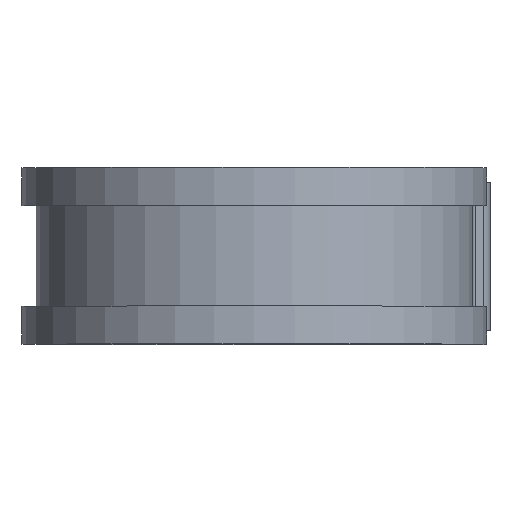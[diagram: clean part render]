
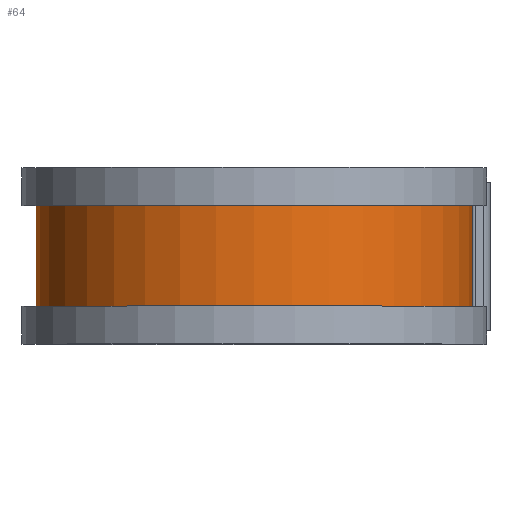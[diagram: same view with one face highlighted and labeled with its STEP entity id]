
A CAD part, top view. The second image highlights one B-rep face of the part: STEP entity #64.
In plain terms, the highlighted cylindrical face has radius 23.381 mm (diameter 46.761 mm), a partial arc.
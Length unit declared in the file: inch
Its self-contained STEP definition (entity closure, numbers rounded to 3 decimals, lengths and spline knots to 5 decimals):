
#64 = ADVANCED_FACE ( 'NONE', ( #1415 ), #356, .T. ) ;
#95 = CARTESIAN_POINT ( 'NONE',  ( 0., 0.3125, 0. ) ) ;
#102 = DIRECTION ( 'NONE',  ( 0., 0., -1. ) ) ;
#313 = DIRECTION ( 'NONE',  ( 0., -1., 0. ) ) ;
#356 = CYLINDRICAL_SURFACE ( 'NONE', #370, 0.9205 ) ;
#370 = AXIS2_PLACEMENT_3D ( 'NONE', #95, #1752, #102 ) ;
#382 = VERTEX_POINT ( 'NONE', #1450 ) ;
#412 = CARTESIAN_POINT ( 'NONE',  ( 0., 0.3125, -0.9205 ) ) ;
#455 = CARTESIAN_POINT ( 'NONE',  ( 0., 0.2125, 0. ) ) ;
#474 = VECTOR ( 'NONE', #1400, 39.37008 ) ;
#530 = LINE ( 'NONE', #412, #845 ) ;
#593 = DIRECTION ( 'NONE',  ( 0., 0., -1. ) ) ;
#618 = ORIENTED_EDGE ( 'NONE', *, *, #623, .T. ) ;
#623 = EDGE_CURVE ( 'NONE', #820, #382, #530, .T. ) ;
#676 = CIRCLE ( 'NONE', #1590, 0.9205 ) ;
#681 = CARTESIAN_POINT ( 'NONE',  ( 0., -0.2125, 0. ) ) ;
#701 = CARTESIAN_POINT ( 'NONE',  ( 0.9205, 0.2125, 0. ) ) ;
#706 = ORIENTED_EDGE ( 'NONE', *, *, #1615, .F. ) ;
#748 = VERTEX_POINT ( 'NONE', #701 ) ;
#756 = CARTESIAN_POINT ( 'NONE',  ( 0.9205, 0.3125, 0. ) ) ;
#820 = VERTEX_POINT ( 'NONE', #1605 ) ;
#824 = DIRECTION ( 'NONE',  ( 0., 0., -1. ) ) ;
#845 = VECTOR ( 'NONE', #313, 39.37008 ) ;
#922 = ORIENTED_EDGE ( 'NONE', *, *, #1447, .T. ) ;
#995 = CARTESIAN_POINT ( 'NONE',  ( 0.9205, -0.2125, 0. ) ) ;
#1194 = EDGE_CURVE ( 'NONE', #1463, #382, #1695, .T. ) ;
#1354 = EDGE_LOOP ( 'NONE', ( #706, #922, #618, #1708 ) ) ;
#1378 = DIRECTION ( 'NONE',  ( 0., -1., 0. ) ) ;
#1400 = DIRECTION ( 'NONE',  ( 0., -1., 0. ) ) ;
#1415 = FACE_OUTER_BOUND ( 'NONE', #1354, .T. ) ;
#1447 = EDGE_CURVE ( 'NONE', #748, #820, #676, .T. ) ;
#1450 = CARTESIAN_POINT ( 'NONE',  ( 0., -0.2125, -0.9205 ) ) ;
#1463 = VERTEX_POINT ( 'NONE', #995 ) ;
#1521 = LINE ( 'NONE', #756, #474 ) ;
#1590 = AXIS2_PLACEMENT_3D ( 'NONE', #455, #1378, #593 ) ;
#1592 = DIRECTION ( 'NONE',  ( 0., -1., 0. ) ) ;
#1605 = CARTESIAN_POINT ( 'NONE',  ( 0., 0.2125, -0.9205 ) ) ;
#1615 = EDGE_CURVE ( 'NONE', #748, #1463, #1521, .T. ) ;
#1695 = CIRCLE ( 'NONE', #1712, 0.9205 ) ;
#1708 = ORIENTED_EDGE ( 'NONE', *, *, #1194, .F. ) ;
#1712 = AXIS2_PLACEMENT_3D ( 'NONE', #681, #1592, #824 ) ;
#1752 = DIRECTION ( 'NONE',  ( 0., -1., 0. ) ) ;
